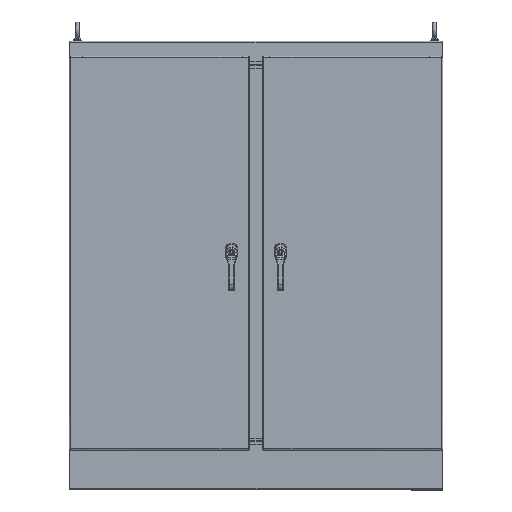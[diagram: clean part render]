
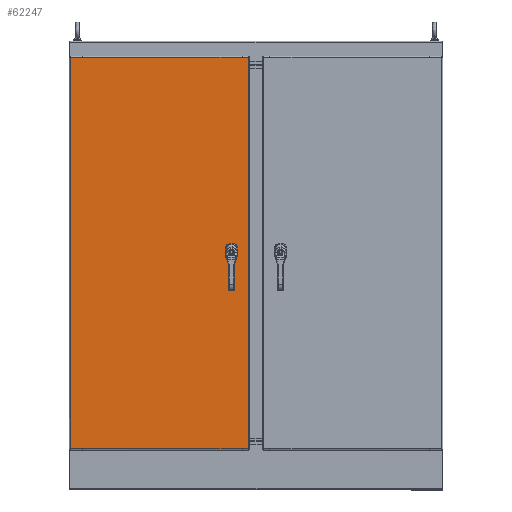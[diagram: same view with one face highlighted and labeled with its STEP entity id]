
A CAD part, top view. The second image highlights one B-rep face of the part: STEP entity #62247.
In plain terms, the highlighted planar face has unit normal (0, 0, 1).
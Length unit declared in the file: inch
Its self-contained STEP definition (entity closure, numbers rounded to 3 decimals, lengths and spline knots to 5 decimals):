
#645 = DIRECTION ( 'NONE',  ( 1., 0., 0. ) ) ;
#802 = VECTOR ( 'NONE', #116561, 39.37008 ) ;
#1632 = AXIS2_PLACEMENT_3D ( 'NONE', #32104, #52531, #63357 ) ;
#2835 = LINE ( 'NONE', #134511, #24857 ) ;
#3949 = CARTESIAN_POINT ( 'NONE',  ( 26.121, 37.9585, 19.34925 ) ) ;
#4024 = VECTOR ( 'NONE', #139741, 39.37008 ) ;
#4507 = AXIS2_PLACEMENT_3D ( 'NONE', #71866, #49146, #103157 ) ;
#4757 = CARTESIAN_POINT ( 'NONE',  ( 0.19375, 6.46875, 19.34925 ) ) ;
#7622 = EDGE_LOOP ( 'NONE', ( #29471, #80129, #67617, #33411 ) ) ;
#9036 = VECTOR ( 'NONE', #121427, 39.37008 ) ;
#9941 = VERTEX_POINT ( 'NONE', #116468 ) ;
#11932 = FACE_BOUND ( 'NONE', #75809, .T. ) ;
#11936 = LINE ( 'NONE', #95104, #94982 ) ;
#12706 = LINE ( 'NONE', #48053, #63506 ) ;
#13009 = AXIS2_PLACEMENT_3D ( 'NONE', #94251, #19391, #117827 ) ;
#13253 = CIRCLE ( 'NONE', #79489, 0.453 ) ;
#13847 = AXIS2_PLACEMENT_3D ( 'NONE', #20307, #96100, #65306 ) ;
#14290 = EDGE_CURVE ( 'NONE', #114021, #101353, #32864, .T. ) ;
#15355 = FACE_BOUND ( 'NONE', #23939, .T. ) ;
#16038 = CIRCLE ( 'NONE', #4507, 0.453 ) ;
#16282 = DIRECTION ( 'NONE',  ( -1., 0., 0. ) ) ;
#16996 = EDGE_LOOP ( 'NONE', ( #25113, #20381, #35099, #136595, #21442, #92084, #41626, #112230 ) ) ;
#17799 = LINE ( 'NONE', #73499, #802 ) ;
#19391 = DIRECTION ( 'NONE',  ( 0., 0., -1. ) ) ;
#19748 = VERTEX_POINT ( 'NONE', #127645 ) ;
#19759 = PLANE ( 'NONE',  #123968 ) ;
#20307 = CARTESIAN_POINT ( 'NONE',  ( 26.121, 37.0735, 19.34925 ) ) ;
#20352 = EDGE_CURVE ( 'NONE', #9941, #114021, #2835, .T. ) ;
#20381 = ORIENTED_EDGE ( 'NONE', *, *, #110983, .T. ) ;
#21442 = ORIENTED_EDGE ( 'NONE', *, *, #54787, .T. ) ;
#22665 = CARTESIAN_POINT ( 'NONE',  ( 26.121, 37.9585, 19.34925 ) ) ;
#22997 = CARTESIAN_POINT ( 'NONE',  ( 25.721, 37.9585, 19.34925 ) ) ;
#23939 = EDGE_LOOP ( 'NONE', ( #90920 ) ) ;
#24857 = VECTOR ( 'NONE', #103270, 39.37008 ) ;
#25113 = ORIENTED_EDGE ( 'NONE', *, *, #126780, .T. ) ;
#25781 = VECTOR ( 'NONE', #120840, 39.37008 ) ;
#27689 = LINE ( 'NONE', #22997, #9036 ) ;
#28630 = CIRCLE ( 'NONE', #115266, 0.453 ) ;
#29471 = ORIENTED_EDGE ( 'NONE', *, *, #20352, .T. ) ;
#29951 = VECTOR ( 'NONE', #645, 39.37008 ) ;
#32104 = CARTESIAN_POINT ( 'NONE',  ( 26.121, 36.5815, 19.34925 ) ) ;
#32129 = DIRECTION ( 'NONE',  ( -1., 0., 0. ) ) ;
#32485 = CARTESIAN_POINT ( 'NONE',  ( 26.33362, 38.3585, 19.34925 ) ) ;
#32859 = CIRCLE ( 'NONE', #13009, 0.1405 ) ;
#32864 = LINE ( 'NONE', #139269, #4024 ) ;
#32969 = CIRCLE ( 'NONE', #1632, 0.1405 ) ;
#33411 = ORIENTED_EDGE ( 'NONE', *, *, #80108, .T. ) ;
#35099 = ORIENTED_EDGE ( 'NONE', *, *, #116697, .T. ) ;
#36989 = EDGE_CURVE ( 'NONE', #68181, #68181, #72391, .T. ) ;
#37283 = AXIS2_PLACEMENT_3D ( 'NONE', #3949, #91141, #16282 ) ;
#37588 = CARTESIAN_POINT ( 'NONE',  ( 25.9805, 37.0735, 19.34925 ) ) ;
#39685 = DIRECTION ( 'NONE',  ( 0., 0., 1. ) ) ;
#41626 = ORIENTED_EDGE ( 'NONE', *, *, #79120, .T. ) ;
#41829 = DIRECTION ( 'NONE',  ( 0., 0., -1. ) ) ;
#42989 = DIRECTION ( 'NONE',  ( 0., -1., 0. ) ) ;
#44480 = ORIENTED_EDGE ( 'NONE', *, *, #112194, .T. ) ;
#47606 = DIRECTION ( 'NONE',  ( -1., 0., 0. ) ) ;
#48053 = CARTESIAN_POINT ( 'NONE',  ( 14.496, 37.5585, 19.34925 ) ) ;
#48970 = EDGE_CURVE ( 'NONE', #137004, #96177, #11936, .T. ) ;
#49146 = DIRECTION ( 'NONE',  ( 0., 0., -1. ) ) ;
#49763 = CARTESIAN_POINT ( 'NONE',  ( 25.721, 38.17112, 19.34925 ) ) ;
#50198 = VERTEX_POINT ( 'NONE', #54642 ) ;
#52531 = DIRECTION ( 'NONE',  ( 0., 0., -1. ) ) ;
#54222 = CARTESIAN_POINT ( 'NONE',  ( 14.496, 38.3585, 19.34925 ) ) ;
#54428 = DIRECTION ( 'NONE',  ( 0., 0., -1. ) ) ;
#54642 = CARTESIAN_POINT ( 'NONE',  ( 25.721, 37.74588, 19.34925 ) ) ;
#54787 = EDGE_CURVE ( 'NONE', #122391, #77892, #16038, .T. ) ;
#55171 = EDGE_CURVE ( 'NONE', #50198, #122391, #27689, .T. ) ;
#58782 = LINE ( 'NONE', #54222, #29951 ) ;
#59508 = EDGE_CURVE ( 'NONE', #90083, #90083, #32859, .T. ) ;
#62247 = ADVANCED_FACE ( 'NONE', ( #66054, #15355, #11932, #94854, #89710 ), #19759, .T. ) ;
#63357 = DIRECTION ( 'NONE',  ( -1., 0., 0. ) ) ;
#63506 = VECTOR ( 'NONE', #47606, 39.37008 ) ;
#65306 = DIRECTION ( 'NONE',  ( -1., 0., 0. ) ) ;
#66054 = FACE_BOUND ( 'NONE', #16996, .T. ) ;
#67617 = ORIENTED_EDGE ( 'NONE', *, *, #114213, .T. ) ;
#68181 = VERTEX_POINT ( 'NONE', #37588 ) ;
#68182 = LINE ( 'NONE', #98661, #25781 ) ;
#71866 = CARTESIAN_POINT ( 'NONE',  ( 26.121, 37.9585, 19.34925 ) ) ;
#72391 = CIRCLE ( 'NONE', #13847, 0.1405 ) ;
#73499 = CARTESIAN_POINT ( 'NONE',  ( 14.496, 6.46875, 19.34925 ) ) ;
#74933 = CARTESIAN_POINT ( 'NONE',  ( 26.121, 37.9585, 19.34925 ) ) ;
#75809 = EDGE_LOOP ( 'NONE', ( #119961 ) ) ;
#76040 = VERTEX_POINT ( 'NONE', #102947 ) ;
#77892 = VERTEX_POINT ( 'NONE', #104869 ) ;
#78972 = CIRCLE ( 'NONE', #37283, 0.453 ) ;
#79120 = EDGE_CURVE ( 'NONE', #92250, #137004, #78972, .T. ) ;
#79489 = AXIS2_PLACEMENT_3D ( 'NONE', #74933, #41829, #117518 ) ;
#80108 = EDGE_CURVE ( 'NONE', #121034, #9941, #17799, .T. ) ;
#80129 = ORIENTED_EDGE ( 'NONE', *, *, #14290, .T. ) ;
#84208 = DIRECTION ( 'NONE',  ( 1., 0., 0. ) ) ;
#87291 = CARTESIAN_POINT ( 'NONE',  ( 0.19375, 69.44825, 19.34925 ) ) ;
#89710 = FACE_OUTER_BOUND ( 'NONE', #7622, .T. ) ;
#90083 = VERTEX_POINT ( 'NONE', #119371 ) ;
#90920 = ORIENTED_EDGE ( 'NONE', *, *, #36989, .T. ) ;
#91141 = DIRECTION ( 'NONE',  ( 0., 0., -1. ) ) ;
#92084 = ORIENTED_EDGE ( 'NONE', *, *, #138565, .T. ) ;
#92250 = VERTEX_POINT ( 'NONE', #32485 ) ;
#94251 = CARTESIAN_POINT ( 'NONE',  ( 26.121, 38.8435, 19.34925 ) ) ;
#94462 = CARTESIAN_POINT ( 'NONE',  ( 28.79825, 69.44825, 19.34925 ) ) ;
#94590 = CARTESIAN_POINT ( 'NONE',  ( 26.521, 37.74588, 19.34925 ) ) ;
#94854 = FACE_BOUND ( 'NONE', #100351, .T. ) ;
#94982 = VECTOR ( 'NONE', #42989, 39.37008 ) ;
#95104 = CARTESIAN_POINT ( 'NONE',  ( 26.521, 37.9585, 19.34925 ) ) ;
#96100 = DIRECTION ( 'NONE',  ( 0., 0., -1. ) ) ;
#96177 = VERTEX_POINT ( 'NONE', #94590 ) ;
#98661 = CARTESIAN_POINT ( 'NONE',  ( 0.19375, 37.9585, 19.34925 ) ) ;
#100351 = EDGE_LOOP ( 'NONE', ( #44480 ) ) ;
#101353 = VERTEX_POINT ( 'NONE', #87291 ) ;
#102947 = CARTESIAN_POINT ( 'NONE',  ( 25.9805, 36.5815, 19.34925 ) ) ;
#103157 = DIRECTION ( 'NONE',  ( -1., 0., 0. ) ) ;
#103270 = DIRECTION ( 'NONE',  ( 0., 1., 0. ) ) ;
#104869 = CARTESIAN_POINT ( 'NONE',  ( 25.90838, 38.3585, 19.34925 ) ) ;
#108040 = CARTESIAN_POINT ( 'NONE',  ( 26.521, 38.17112, 19.34925 ) ) ;
#110983 = EDGE_CURVE ( 'NONE', #19748, #134886, #12706, .T. ) ;
#112194 = EDGE_CURVE ( 'NONE', #76040, #76040, #32969, .T. ) ;
#112230 = ORIENTED_EDGE ( 'NONE', *, *, #48970, .T. ) ;
#114021 = VERTEX_POINT ( 'NONE', #94462 ) ;
#114213 = EDGE_CURVE ( 'NONE', #101353, #121034, #68182, .T. ) ;
#115266 = AXIS2_PLACEMENT_3D ( 'NONE', #22665, #54428, #32129 ) ;
#116468 = CARTESIAN_POINT ( 'NONE',  ( 28.79825, 6.46875, 19.34925 ) ) ;
#116561 = DIRECTION ( 'NONE',  ( 1., 0., 0. ) ) ;
#116697 = EDGE_CURVE ( 'NONE', #134886, #50198, #28630, .T. ) ;
#117518 = DIRECTION ( 'NONE',  ( -1., 0., 0. ) ) ;
#117827 = DIRECTION ( 'NONE',  ( -1., 0., 0. ) ) ;
#119371 = CARTESIAN_POINT ( 'NONE',  ( 25.9805, 38.8435, 19.34925 ) ) ;
#119961 = ORIENTED_EDGE ( 'NONE', *, *, #59508, .T. ) ;
#120820 = CARTESIAN_POINT ( 'NONE',  ( 25.90838, 37.5585, 19.34925 ) ) ;
#120840 = DIRECTION ( 'NONE',  ( 0., -1., 0. ) ) ;
#121034 = VERTEX_POINT ( 'NONE', #4757 ) ;
#121427 = DIRECTION ( 'NONE',  ( 0., 1., 0. ) ) ;
#122391 = VERTEX_POINT ( 'NONE', #49763 ) ;
#123968 = AXIS2_PLACEMENT_3D ( 'NONE', #125840, #39685, #84208 ) ;
#125840 = CARTESIAN_POINT ( 'NONE',  ( 14.496, 37.9585, 19.34925 ) ) ;
#126780 = EDGE_CURVE ( 'NONE', #96177, #19748, #13253, .T. ) ;
#127645 = CARTESIAN_POINT ( 'NONE',  ( 26.33362, 37.5585, 19.34925 ) ) ;
#134511 = CARTESIAN_POINT ( 'NONE',  ( 28.79825, 37.9585, 19.34925 ) ) ;
#134886 = VERTEX_POINT ( 'NONE', #120820 ) ;
#136595 = ORIENTED_EDGE ( 'NONE', *, *, #55171, .T. ) ;
#137004 = VERTEX_POINT ( 'NONE', #108040 ) ;
#138565 = EDGE_CURVE ( 'NONE', #77892, #92250, #58782, .T. ) ;
#139269 = CARTESIAN_POINT ( 'NONE',  ( 14.496, 69.44825, 19.34925 ) ) ;
#139741 = DIRECTION ( 'NONE',  ( -1., 0., 0. ) ) ;
